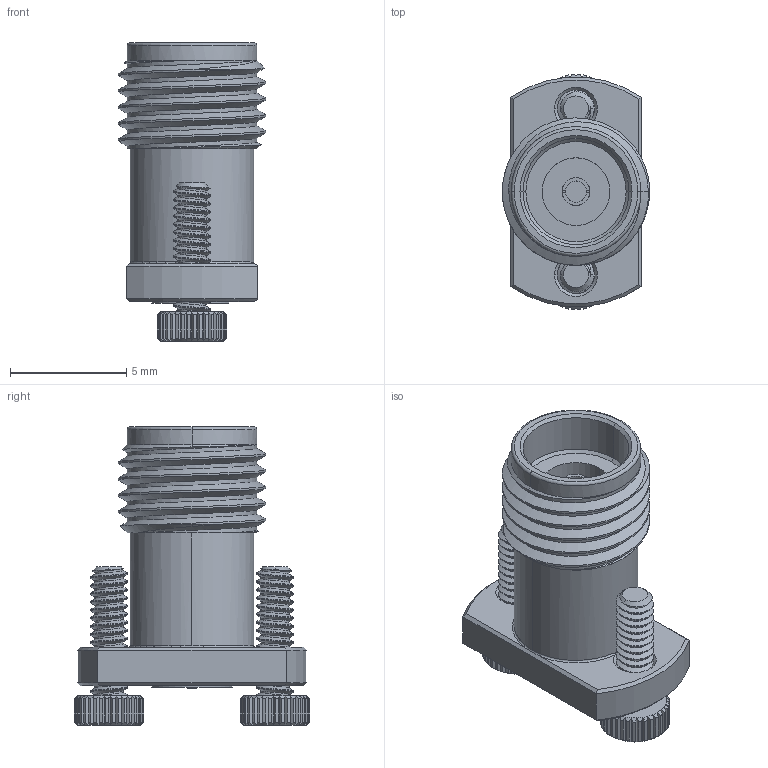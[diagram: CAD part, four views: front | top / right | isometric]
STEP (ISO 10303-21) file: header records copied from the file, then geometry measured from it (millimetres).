
FILE_DESCRIPTION (( 'STEP AP203' ), '1' );
FILE_NAME ('PE45451 FMCN1476.step', '2018-11-14T23:50:59', ( '' ), ( '' ), 'SwSTEP 2.0', 'SolidWorks 2017', '' );
FILE_SCHEMA (( 'CONFIG_CONTROL_DESIGN' ));
Length unit declared in the file: inch
Products named in the file (1): PE45451 FMCN1476
Bounding box: 6.35 x 10.16 x 12.85 mm (x, y, z)
Volume: 290.3 mm3; surface area: 601.8 mm2
Topology: 3 solids, 3 shells, 604 faces, 1449 edges, 860 vertices
Faces by surface type: cylinder 204, plane 194, cone 172, bspline 28, torus 6
Entity records: 25928 total; most frequent: CARTESIAN_POINT 12996, ORIENTED_EDGE 2898, DIRECTION 2477, EDGE_CURVE 1449, AXIS2_PLACEMENT_3D 1014, VERTEX_POINT 860, EDGE_LOOP 617, FACE_OUTER_BOUND 604
